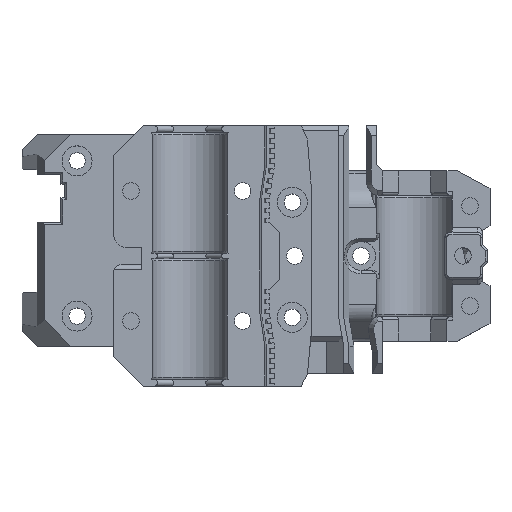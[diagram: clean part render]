
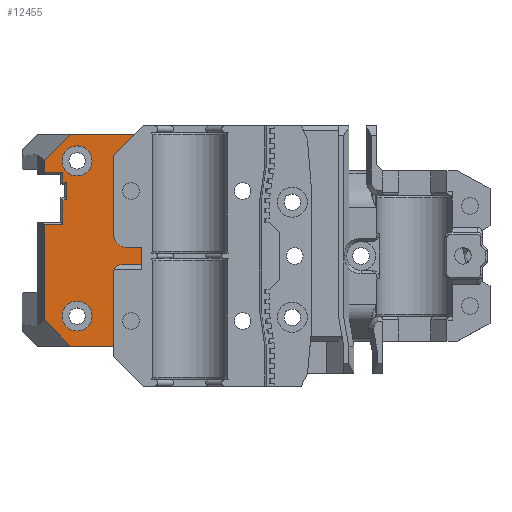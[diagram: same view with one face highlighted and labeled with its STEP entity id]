
A CAD part, top view. The second image highlights one B-rep face of the part: STEP entity #12455.
In plain terms, the highlighted planar face has unit normal (0, 0, 1).
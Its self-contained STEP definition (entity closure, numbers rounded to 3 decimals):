
#200=FACE_BOUND('',#1180,.T.);
#201=FACE_BOUND('',#1181,.T.);
#202=FACE_BOUND('',#1182,.T.);
#203=FACE_BOUND('',#1183,.T.);
#280=CIRCLE('',#13219,1.5);
#281=CIRCLE('',#13220,2.5);
#282=CIRCLE('',#13221,3.);
#283=CIRCLE('',#13222,3.);
#284=CIRCLE('',#13223,1.65);
#285=CIRCLE('',#13224,1.65);
#455=FACE_OUTER_BOUND('',#1179,.T.);
#1179=EDGE_LOOP('',(#8304,#8305,#8306,#8307,#8308,#8309,#8310,#8311,#8312,
#8313,#8314,#8315,#8316,#8317,#8318,#8319,#8320,#8321,#8322,#8323,#8324,
#8325,#8326,#8327,#8328,#8329,#8330,#8331,#8332));
#1180=EDGE_LOOP('',(#8333));
#1181=EDGE_LOOP('',(#8334));
#1182=EDGE_LOOP('',(#8335));
#1183=EDGE_LOOP('',(#8336));
#1926=LINE('',#17631,#3521);
#1992=LINE('',#17777,#3587);
#2002=LINE('',#17797,#3597);
#2009=LINE('',#17811,#3604);
#2013=LINE('',#17818,#3608);
#2019=LINE('',#17829,#3614);
#2028=LINE('',#17847,#3623);
#2029=LINE('',#17849,#3624);
#2030=LINE('',#17851,#3625);
#2031=LINE('',#17853,#3626);
#2032=LINE('',#17855,#3627);
#2033=LINE('',#17857,#3628);
#2034=LINE('',#17861,#3629);
#2035=LINE('',#17863,#3630);
#2036=LINE('',#17865,#3631);
#2037=LINE('',#17869,#3632);
#2038=LINE('',#17871,#3633);
#2039=LINE('',#17873,#3634);
#2040=LINE('',#17875,#3635);
#2041=LINE('',#17876,#3636);
#2042=LINE('',#17878,#3637);
#2043=LINE('',#17880,#3638);
#2044=LINE('',#17882,#3639);
#2045=LINE('',#17884,#3640);
#2046=LINE('',#17886,#3641);
#2047=LINE('',#17888,#3642);
#2048=LINE('',#17889,#3643);
#3521=VECTOR('',#14163,10.);
#3587=VECTOR('',#14251,10.);
#3597=VECTOR('',#14263,10.);
#3604=VECTOR('',#14276,10.);
#3608=VECTOR('',#14282,10.);
#3614=VECTOR('',#14290,10.);
#3623=VECTOR('',#14311,10.);
#3624=VECTOR('',#14312,10.);
#3625=VECTOR('',#14313,10.);
#3626=VECTOR('',#14314,10.);
#3627=VECTOR('',#14315,10.);
#3628=VECTOR('',#14316,10.);
#3629=VECTOR('',#14319,10.);
#3630=VECTOR('',#14320,10.);
#3631=VECTOR('',#14321,10.);
#3632=VECTOR('',#14324,10.);
#3633=VECTOR('',#14325,10.);
#3634=VECTOR('',#14326,10.);
#3635=VECTOR('',#14327,10.);
#3636=VECTOR('',#14328,10.);
#3637=VECTOR('',#14329,10.);
#3638=VECTOR('',#14330,10.);
#3639=VECTOR('',#14331,10.);
#3640=VECTOR('',#14332,10.);
#3641=VECTOR('',#14333,10.);
#3642=VECTOR('',#14334,10.);
#3643=VECTOR('',#14335,10.);
#5112=VERTEX_POINT('',#17628);
#5113=VERTEX_POINT('',#17630);
#5180=VERTEX_POINT('',#17773);
#5182=VERTEX_POINT('',#17776);
#5187=VERTEX_POINT('',#17787);
#5191=VERTEX_POINT('',#17795);
#5195=VERTEX_POINT('',#17810);
#5201=VERTEX_POINT('',#17827);
#5204=VERTEX_POINT('',#17846);
#5205=VERTEX_POINT('',#17848);
#5206=VERTEX_POINT('',#17850);
#5207=VERTEX_POINT('',#17852);
#5208=VERTEX_POINT('',#17854);
#5209=VERTEX_POINT('',#17856);
#5210=VERTEX_POINT('',#17858);
#5211=VERTEX_POINT('',#17860);
#5212=VERTEX_POINT('',#17862);
#5213=VERTEX_POINT('',#17864);
#5214=VERTEX_POINT('',#17866);
#5215=VERTEX_POINT('',#17868);
#5216=VERTEX_POINT('',#17870);
#5217=VERTEX_POINT('',#17872);
#5218=VERTEX_POINT('',#17874);
#5219=VERTEX_POINT('',#17877);
#5220=VERTEX_POINT('',#17879);
#5221=VERTEX_POINT('',#17881);
#5222=VERTEX_POINT('',#17883);
#5223=VERTEX_POINT('',#17885);
#5224=VERTEX_POINT('',#17887);
#5225=VERTEX_POINT('',#17890);
#5226=VERTEX_POINT('',#17892);
#5227=VERTEX_POINT('',#17894);
#5228=VERTEX_POINT('',#17896);
#6306=EDGE_CURVE('',#5112,#5113,#1926,.F.);
#6380=EDGE_CURVE('',#5182,#5180,#1992,.T.);
#6390=EDGE_CURVE('',#5187,#5191,#2002,.T.);
#6397=EDGE_CURVE('',#5195,#5182,#2009,.T.);
#6401=EDGE_CURVE('',#5112,#5187,#2013,.T.);
#6407=EDGE_CURVE('',#5191,#5201,#2019,.T.);
#6416=EDGE_CURVE('',#5204,#5180,#2028,.T.);
#6417=EDGE_CURVE('',#5205,#5204,#2029,.T.);
#6418=EDGE_CURVE('',#5206,#5205,#2030,.T.);
#6419=EDGE_CURVE('',#5207,#5206,#2031,.T.);
#6420=EDGE_CURVE('',#5208,#5207,#2032,.T.);
#6421=EDGE_CURVE('',#5208,#5209,#2033,.T.);
#6422=EDGE_CURVE('',#5210,#5209,#280,.T.);
#6423=EDGE_CURVE('',#5211,#5210,#2034,.T.);
#6424=EDGE_CURVE('',#5212,#5211,#2035,.T.);
#6425=EDGE_CURVE('',#5213,#5212,#2036,.T.);
#6426=EDGE_CURVE('',#5214,#5213,#281,.T.);
#6427=EDGE_CURVE('',#5214,#5215,#2037,.T.);
#6428=EDGE_CURVE('',#5216,#5215,#2038,.T.);
#6429=EDGE_CURVE('',#5217,#5216,#2039,.T.);
#6430=EDGE_CURVE('',#5218,#5217,#2040,.T.);
#6431=EDGE_CURVE('',#5218,#5113,#2041,.T.);
#6432=EDGE_CURVE('',#5219,#5201,#2042,.T.);
#6433=EDGE_CURVE('',#5220,#5219,#2043,.T.);
#6434=EDGE_CURVE('',#5221,#5220,#2044,.T.);
#6435=EDGE_CURVE('',#5222,#5221,#2045,.T.);
#6436=EDGE_CURVE('',#5223,#5222,#2046,.T.);
#6437=EDGE_CURVE('',#5224,#5223,#2047,.T.);
#6438=EDGE_CURVE('',#5195,#5224,#2048,.T.);
#6439=EDGE_CURVE('',#5225,#5225,#282,.T.);
#6440=EDGE_CURVE('',#5226,#5226,#283,.T.);
#6441=EDGE_CURVE('',#5227,#5227,#284,.T.);
#6442=EDGE_CURVE('',#5228,#5228,#285,.T.);
#8304=ORIENTED_EDGE('',*,*,#6380,.T.);
#8305=ORIENTED_EDGE('',*,*,#6416,.F.);
#8306=ORIENTED_EDGE('',*,*,#6417,.F.);
#8307=ORIENTED_EDGE('',*,*,#6418,.F.);
#8308=ORIENTED_EDGE('',*,*,#6419,.F.);
#8309=ORIENTED_EDGE('',*,*,#6420,.F.);
#8310=ORIENTED_EDGE('',*,*,#6421,.T.);
#8311=ORIENTED_EDGE('',*,*,#6422,.F.);
#8312=ORIENTED_EDGE('',*,*,#6423,.F.);
#8313=ORIENTED_EDGE('',*,*,#6424,.F.);
#8314=ORIENTED_EDGE('',*,*,#6425,.F.);
#8315=ORIENTED_EDGE('',*,*,#6426,.F.);
#8316=ORIENTED_EDGE('',*,*,#6427,.T.);
#8317=ORIENTED_EDGE('',*,*,#6428,.F.);
#8318=ORIENTED_EDGE('',*,*,#6429,.F.);
#8319=ORIENTED_EDGE('',*,*,#6430,.F.);
#8320=ORIENTED_EDGE('',*,*,#6431,.T.);
#8321=ORIENTED_EDGE('',*,*,#6306,.F.);
#8322=ORIENTED_EDGE('',*,*,#6401,.T.);
#8323=ORIENTED_EDGE('',*,*,#6390,.T.);
#8324=ORIENTED_EDGE('',*,*,#6407,.T.);
#8325=ORIENTED_EDGE('',*,*,#6432,.F.);
#8326=ORIENTED_EDGE('',*,*,#6433,.F.);
#8327=ORIENTED_EDGE('',*,*,#6434,.F.);
#8328=ORIENTED_EDGE('',*,*,#6435,.F.);
#8329=ORIENTED_EDGE('',*,*,#6436,.F.);
#8330=ORIENTED_EDGE('',*,*,#6437,.F.);
#8331=ORIENTED_EDGE('',*,*,#6438,.F.);
#8332=ORIENTED_EDGE('',*,*,#6397,.T.);
#8333=ORIENTED_EDGE('',*,*,#6439,.T.);
#8334=ORIENTED_EDGE('',*,*,#6440,.T.);
#8335=ORIENTED_EDGE('',*,*,#6441,.F.);
#8336=ORIENTED_EDGE('',*,*,#6442,.F.);
#11849=PLANE('',#13218);
#12455=ADVANCED_FACE('',(#455,#200,#201,#202,#203),#11849,.T.);
#13218=AXIS2_PLACEMENT_3D('',#17845,#14309,#14310);
#13219=AXIS2_PLACEMENT_3D('',#17859,#14317,#14318);
#13220=AXIS2_PLACEMENT_3D('',#17867,#14322,#14323);
#13221=AXIS2_PLACEMENT_3D('',#17891,#14336,#14337);
#13222=AXIS2_PLACEMENT_3D('',#17893,#14338,#14339);
#13223=AXIS2_PLACEMENT_3D('',#17895,#14340,#14341);
#13224=AXIS2_PLACEMENT_3D('',#17897,#14342,#14343);
#14163=DIRECTION('',(0.707,0.707,0.));
#14251=DIRECTION('',(0.707,-0.707,0.));
#14263=DIRECTION('',(-0.707,-0.707,0.));
#14276=DIRECTION('',(0.,-1.,0.));
#14282=DIRECTION('',(-1.,0.,0.));
#14290=DIRECTION('',(0.,-1.,0.));
#14309=DIRECTION('center_axis',(0.,0.,1.));
#14310=DIRECTION('ref_axis',(1.,0.,0.));
#14311=DIRECTION('',(-1.,0.,0.));
#14312=DIRECTION('',(0.,-1.,0.));
#14313=DIRECTION('',(-1.,0.,0.));
#14314=DIRECTION('',(0.,-1.,0.));
#14315=DIRECTION('',(1.,0.,0.));
#14316=DIRECTION('',(0.,1.,0.));
#14317=DIRECTION('center_axis',(0.,0.,1.));
#14318=DIRECTION('ref_axis',(0.,1.,0.));
#14319=DIRECTION('',(-1.,0.,0.));
#14320=DIRECTION('',(0.,-1.,0.));
#14321=DIRECTION('',(1.,0.,0.));
#14322=DIRECTION('center_axis',(0.,0.,1.));
#14323=DIRECTION('ref_axis',(-1.,0.,0.));
#14324=DIRECTION('',(0.,1.,0.));
#14325=DIRECTION('',(-1.,0.,0.));
#14326=DIRECTION('',(0.,-1.,0.));
#14327=DIRECTION('',(1.,0.,0.));
#14328=DIRECTION('',(0.,1.,0.));
#14329=DIRECTION('',(-1.,0.,0.));
#14330=DIRECTION('',(0.,1.,0.));
#14331=DIRECTION('',(-1.,0.,0.));
#14332=DIRECTION('',(0.,1.,0.));
#14333=DIRECTION('',(1.,0.,0.));
#14334=DIRECTION('',(0.,1.,0.));
#14335=DIRECTION('',(1.,0.,0.));
#14336=DIRECTION('center_axis',(0.,0.,-1.));
#14337=DIRECTION('ref_axis',(-1.,0.,0.));
#14338=DIRECTION('center_axis',(0.,0.,-1.));
#14339=DIRECTION('ref_axis',(-1.,0.,0.));
#14340=DIRECTION('center_axis',(0.,0.,1.));
#14341=DIRECTION('ref_axis',(1.,0.,0.));
#14342=DIRECTION('center_axis',(0.,0.,1.));
#14343=DIRECTION('ref_axis',(1.,0.,0.));
#17628=CARTESIAN_POINT('',(18.05,50.25,9.));
#17630=CARTESIAN_POINT('',(13.8,46.,9.));
#17631=CARTESIAN_POINT('',(9.638,41.838,9.));
#17773=CARTESIAN_POINT('',(5.245,8.,9.));
#17776=CARTESIAN_POINT('',(0.,13.245,9.));
#17777=CARTESIAN_POINT('',(5.096,8.149,9.));
#17787=CARTESIAN_POINT('',(5.245,50.25,9.));
#17795=CARTESIAN_POINT('',(0.,45.005,9.));
#17797=CARTESIAN_POINT('',(-6.964,38.042,9.));
#17810=CARTESIAN_POINT('',(0.,32.36,9.));
#17811=CARTESIAN_POINT('',(0.,19.125,9.));
#17818=CARTESIAN_POINT('',(18.05,50.25,9.));
#17827=CARTESIAN_POINT('',(0.,42.74,9.));
#17829=CARTESIAN_POINT('',(0.,19.125,9.));
#17845=CARTESIAN_POINT('Origin',(6.9,30.25,9.));
#17846=CARTESIAN_POINT('',(13.8,8.,9.));
#17847=CARTESIAN_POINT('',(13.8,8.,9.));
#17848=CARTESIAN_POINT('',(13.8,10.2,9.));
#17849=CARTESIAN_POINT('',(13.8,32.688,9.));
#17850=CARTESIAN_POINT('',(20.3,10.2,9.));
#17851=CARTESIAN_POINT('',(10.,10.2,9.));
#17852=CARTESIAN_POINT('',(20.3,15.8,9.));
#17853=CARTESIAN_POINT('',(20.3,15.8,9.));
#17854=CARTESIAN_POINT('',(13.8,15.8,9.));
#17855=CARTESIAN_POINT('',(13.8,15.8,9.));
#17856=CARTESIAN_POINT('',(13.8,22.75,9.));
#17857=CARTESIAN_POINT('',(13.8,8.5,9.));
#17858=CARTESIAN_POINT('',(15.3,24.25,9.));
#17859=CARTESIAN_POINT('Origin',(15.3,22.75,9.));
#17860=CARTESIAN_POINT('',(19.3,24.25,9.));
#17861=CARTESIAN_POINT('',(17.925,24.25,9.));
#17862=CARTESIAN_POINT('',(19.3,27.75,9.));
#17863=CARTESIAN_POINT('',(19.3,27.125,9.));
#17864=CARTESIAN_POINT('',(16.3,27.75,9.));
#17865=CARTESIAN_POINT('',(16.425,27.75,9.));
#17866=CARTESIAN_POINT('',(13.8,30.25,9.));
#17867=CARTESIAN_POINT('Origin',(16.3,30.25,9.));
#17868=CARTESIAN_POINT('',(13.8,36.2,9.));
#17869=CARTESIAN_POINT('',(13.8,8.5,9.));
#17870=CARTESIAN_POINT('',(20.3,36.2,9.));
#17871=CARTESIAN_POINT('',(10.,36.2,9.));
#17872=CARTESIAN_POINT('',(20.3,41.8,9.));
#17873=CARTESIAN_POINT('',(20.3,41.8,9.));
#17874=CARTESIAN_POINT('',(13.8,41.8,9.));
#17875=CARTESIAN_POINT('',(13.8,41.8,9.));
#17876=CARTESIAN_POINT('',(13.8,8.5,9.));
#17877=CARTESIAN_POINT('',(3.64,42.74,9.));
#17878=CARTESIAN_POINT('',(2.7,42.74,9.));
#17879=CARTESIAN_POINT('',(3.64,40.75,9.));
#17880=CARTESIAN_POINT('',(3.64,36.295,9.));
#17881=CARTESIAN_POINT('',(4.4,40.75,9.));
#17882=CARTESIAN_POINT('',(5.07,40.75,9.));
#17883=CARTESIAN_POINT('',(4.4,37.25,9.));
#17884=CARTESIAN_POINT('',(4.4,35.3,9.));
#17885=CARTESIAN_POINT('',(3.64,37.25,9.));
#17886=CARTESIAN_POINT('',(5.45,37.25,9.));
#17887=CARTESIAN_POINT('',(3.64,32.36,9.));
#17888=CARTESIAN_POINT('',(3.64,33.95,9.));
#17889=CARTESIAN_POINT('',(5.07,32.36,9.));
#17890=CARTESIAN_POINT('',(9.5,14.,9.));
#17891=CARTESIAN_POINT('Origin',(6.5,14.,9.));
#17892=CARTESIAN_POINT('',(9.5,45.,9.));
#17893=CARTESIAN_POINT('Origin',(6.5,45.,9.));
#17894=CARTESIAN_POINT('',(15.65,39.,9.));
#17895=CARTESIAN_POINT('Origin',(17.3,39.,9.));
#17896=CARTESIAN_POINT('',(15.65,13.,9.));
#17897=CARTESIAN_POINT('Origin',(17.3,13.,9.));
